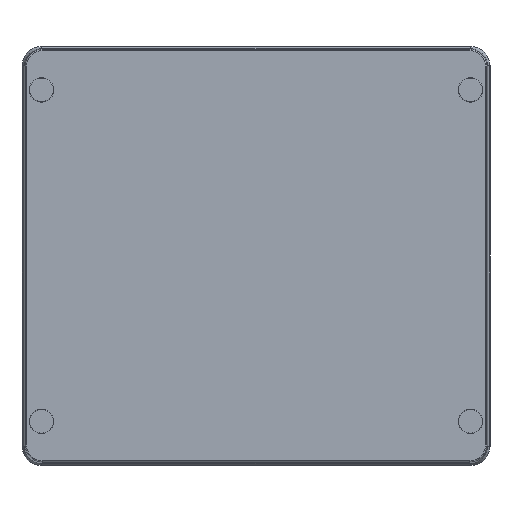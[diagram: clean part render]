
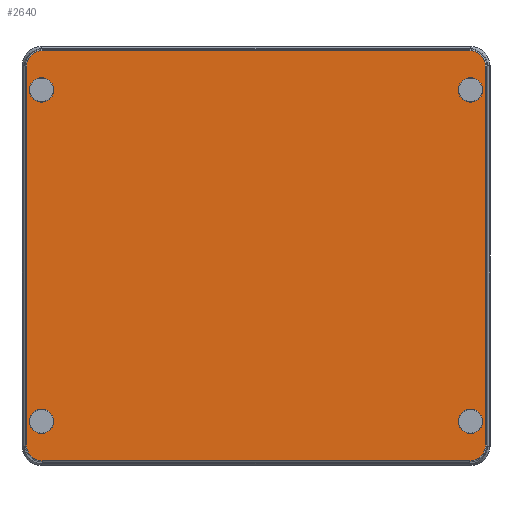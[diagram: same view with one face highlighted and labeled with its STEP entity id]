
A CAD part, top view. The second image highlights one B-rep face of the part: STEP entity #2640.
In plain terms, the highlighted face is planar.
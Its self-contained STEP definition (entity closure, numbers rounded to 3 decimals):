
#2640=ADVANCED_FACE('',(#3860,#3861,#3862,#3863,#3864),#3032,.F.);
#3032=PLANE('',#17967);
#3311=ELLIPSE('',#17959,6.5,6.5);
#3312=ELLIPSE('',#17960,6.5,6.5);
#3313=ELLIPSE('',#17961,6.5,6.5);
#3314=ELLIPSE('',#17962,6.5,6.5);
#3860=FACE_BOUND('',#4887,.T.);
#3861=FACE_BOUND('',#4888,.T.);
#3862=FACE_BOUND('',#4889,.T.);
#3863=FACE_BOUND('',#4890,.T.);
#3864=FACE_BOUND('',#4891,.T.);
#4887=EDGE_LOOP('',(#11256,#11257,#11258,#11259,#11260,#11261,#11262,#11263));
#4888=EDGE_LOOP('',(#11264));
#4889=EDGE_LOOP('',(#11265));
#4890=EDGE_LOOP('',(#11266));
#4891=EDGE_LOOP('',(#11267));
#5986=LINE('',#31545,#7073);
#5987=LINE('',#31549,#7074);
#5988=LINE('',#31553,#7075);
#5989=LINE('',#31557,#7076);
#7073=VECTOR('',#22344,1.);
#7074=VECTOR('',#22347,1.);
#7075=VECTOR('',#22350,1.);
#7076=VECTOR('',#22353,1.);
#11256=ORIENTED_EDGE('',*,*,#15271,.T.);
#11257=ORIENTED_EDGE('',*,*,#15272,.F.);
#11258=ORIENTED_EDGE('',*,*,#15273,.F.);
#11259=ORIENTED_EDGE('',*,*,#15274,.T.);
#11260=ORIENTED_EDGE('',*,*,#15275,.T.);
#11261=ORIENTED_EDGE('',*,*,#15276,.T.);
#11262=ORIENTED_EDGE('',*,*,#15277,.F.);
#11263=ORIENTED_EDGE('',*,*,#15278,.F.);
#11264=ORIENTED_EDGE('',*,*,#15279,.T.);
#11265=ORIENTED_EDGE('',*,*,#15280,.F.);
#11266=ORIENTED_EDGE('',*,*,#15281,.F.);
#11267=ORIENTED_EDGE('',*,*,#15282,.T.);
#13064=VERTEX_POINT('',#31543);
#13065=VERTEX_POINT('',#31544);
#13066=VERTEX_POINT('',#31546);
#13067=VERTEX_POINT('',#31548);
#13068=VERTEX_POINT('',#31550);
#13069=VERTEX_POINT('',#31552);
#13070=VERTEX_POINT('',#31554);
#13071=VERTEX_POINT('',#31556);
#13072=VERTEX_POINT('',#31559);
#13073=VERTEX_POINT('',#31561);
#13074=VERTEX_POINT('',#31563);
#13075=VERTEX_POINT('',#31565);
#15271=EDGE_CURVE('',#13064,#13065,#3311,.T.);
#15272=EDGE_CURVE('',#13066,#13065,#5986,.T.);
#15273=EDGE_CURVE('',#13067,#13066,#3312,.T.);
#15274=EDGE_CURVE('',#13067,#13068,#5987,.T.);
#15275=EDGE_CURVE('',#13068,#13069,#3313,.T.);
#15276=EDGE_CURVE('',#13069,#13070,#5988,.T.);
#15277=EDGE_CURVE('',#13071,#13070,#3314,.T.);
#15278=EDGE_CURVE('',#13064,#13071,#5989,.T.);
#15279=EDGE_CURVE('',#13072,#13072,#16165,.T.);
#15280=EDGE_CURVE('',#13073,#13073,#16166,.T.);
#15281=EDGE_CURVE('',#13074,#13074,#16167,.T.);
#15282=EDGE_CURVE('',#13075,#13075,#16168,.T.);
#16165=CIRCLE('',#17963,5.);
#16166=CIRCLE('',#17964,5.);
#16167=CIRCLE('',#17965,5.);
#16168=CIRCLE('',#17966,5.);
#17959=AXIS2_PLACEMENT_3D('',#31542,#22342,#22343);
#17960=AXIS2_PLACEMENT_3D('',#31547,#22345,#22346);
#17961=AXIS2_PLACEMENT_3D('',#31551,#22348,#22349);
#17962=AXIS2_PLACEMENT_3D('',#31555,#22351,#22352);
#17963=AXIS2_PLACEMENT_3D('',#31558,#22354,#22355);
#17964=AXIS2_PLACEMENT_3D('',#31560,#22356,#22357);
#17965=AXIS2_PLACEMENT_3D('',#31562,#22358,#22359);
#17966=AXIS2_PLACEMENT_3D('',#31564,#22360,#22361);
#17967=AXIS2_PLACEMENT_3D('',#31566,#22362,#22363);
#22342=DIRECTION('',(0.,0.,-1.));
#22343=DIRECTION('',(0.707,0.707,0.));
#22344=DIRECTION('',(0.,-1.,0.));
#22345=DIRECTION('',(0.,0.,1.));
#22346=DIRECTION('',(0.707,-0.707,0.));
#22347=DIRECTION('',(1.,0.,0.));
#22348=DIRECTION('',(0.,0.,-1.));
#22349=DIRECTION('',(-0.707,-0.707,0.));
#22350=DIRECTION('',(0.,-1.,0.));
#22351=DIRECTION('',(0.,0.,1.));
#22352=DIRECTION('',(-0.707,0.707,0.));
#22353=DIRECTION('',(1.,0.,0.));
#22354=DIRECTION('',(0.,0.,1.));
#22355=DIRECTION('',(1.,0.,0.));
#22356=DIRECTION('',(0.,0.,-1.));
#22357=DIRECTION('',(-1.,0.,0.));
#22358=DIRECTION('',(0.,0.,-1.));
#22359=DIRECTION('',(1.,0.,0.));
#22360=DIRECTION('',(0.,0.,1.));
#22361=DIRECTION('',(-1.,0.,0.));
#22362=DIRECTION('',(0.,0.,1.));
#22363=DIRECTION('',(1.,0.,0.));
#31542=CARTESIAN_POINT('',(-132.666,-112.666,0.));
#31543=CARTESIAN_POINT('',(-132.666,-119.166,0.));
#31544=CARTESIAN_POINT('',(-139.166,-112.666,0.));
#31545=CARTESIAN_POINT('',(-139.166,-50.,0.));
#31546=CARTESIAN_POINT('',(-139.166,42.666,0.));
#31547=CARTESIAN_POINT('',(-132.666,42.666,0.));
#31548=CARTESIAN_POINT('',(-132.666,49.166,0.));
#31549=CARTESIAN_POINT('',(-50.,49.166,0.));
#31550=CARTESIAN_POINT('',(42.666,49.166,0.));
#31551=CARTESIAN_POINT('',(42.666,42.666,0.));
#31552=CARTESIAN_POINT('',(49.166,42.666,0.));
#31553=CARTESIAN_POINT('',(49.166,-50.,0.));
#31554=CARTESIAN_POINT('',(49.166,-112.666,0.));
#31555=CARTESIAN_POINT('',(42.666,-112.666,0.));
#31556=CARTESIAN_POINT('',(42.666,-119.166,0.));
#31557=CARTESIAN_POINT('',(-50.,-119.166,0.));
#31558=CARTESIAN_POINT('',(43.,33.,0.));
#31559=CARTESIAN_POINT('',(48.,33.,0.));
#31560=CARTESIAN_POINT('',(-133.,33.,0.));
#31561=CARTESIAN_POINT('',(-138.,33.,0.));
#31562=CARTESIAN_POINT('',(43.,-103.,0.));
#31563=CARTESIAN_POINT('',(48.,-103.,0.));
#31564=CARTESIAN_POINT('',(-133.,-103.,0.));
#31565=CARTESIAN_POINT('',(-138.,-103.,0.));
#31566=CARTESIAN_POINT('',(-50.,-50.,0.));
